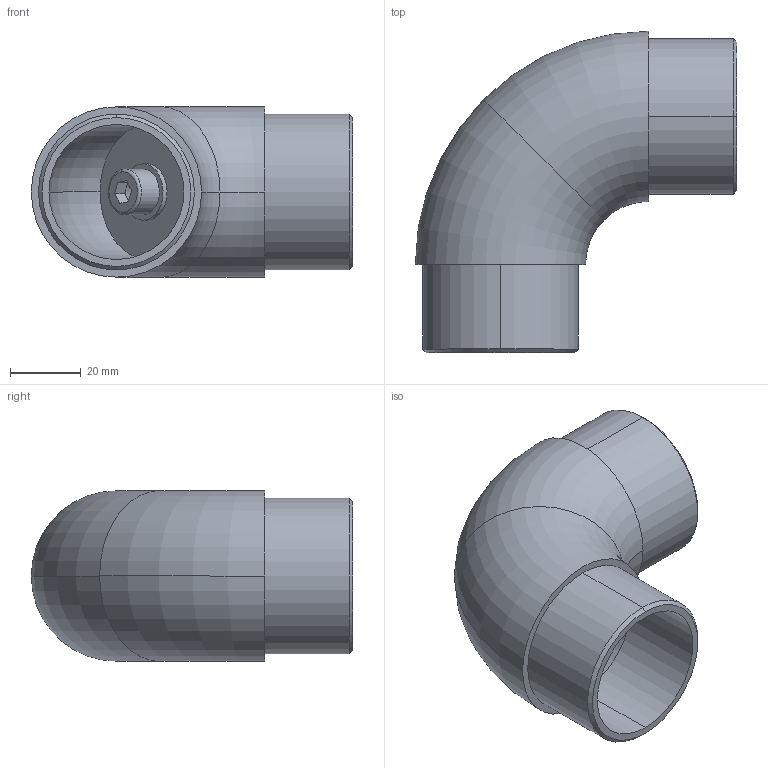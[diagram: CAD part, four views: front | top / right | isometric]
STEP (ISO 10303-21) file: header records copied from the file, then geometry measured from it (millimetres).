
FILE_DESCRIPTION (( 'STEP AP203' ), '1' );
FILE_NAME ('180_233D.STEP', '2021-08-02T14:01:42', ( '' ), ( '' ), 'SwSTEP 2.0', 'SolidWorks 2020', '' );
FILE_SCHEMA (( 'CONFIG_CONTROL_DESIGN' ));
Length unit declared in the file: millimetre
Products named in the file (5): 1806233D Part2___; plain washer hardened grade a_din_Washer DIN 125 - A 8.4 - 300HV; socket head cap screw_din_DIN 912 M8 x 16 --- 16N; 180_233D; 1806233D Part1___
Assembly tree (4 placements, depth 2):
  180_233D
    1806233D Part1___
    1806233D Part2___
    socket head cap screw_din_DIN 912 M8 x 16 --- 16N
    plain washer hardened grade a_din_Washer DIN 125 - A 8.4 - 300HV
Bounding box: 91.16 x 91.16 x 48.3 mm (x, y, z)
Volume: 76859.8 mm3; surface area: 38769.1 mm2
Topology: 4 solids, 4 shells, 75 faces, 158 edges, 97 vertices
Faces by surface type: plane 27, cylinder 24, torus 12, cone 12
Entity records: 2751 total; most frequent: CARTESIAN_POINT 545, DIRECTION 408, ORIENTED_EDGE 312, AXIS2_PLACEMENT_3D 174, EDGE_CURVE 156, VERTEX_POINT 97, CIRCLE 92, EDGE_LOOP 89
